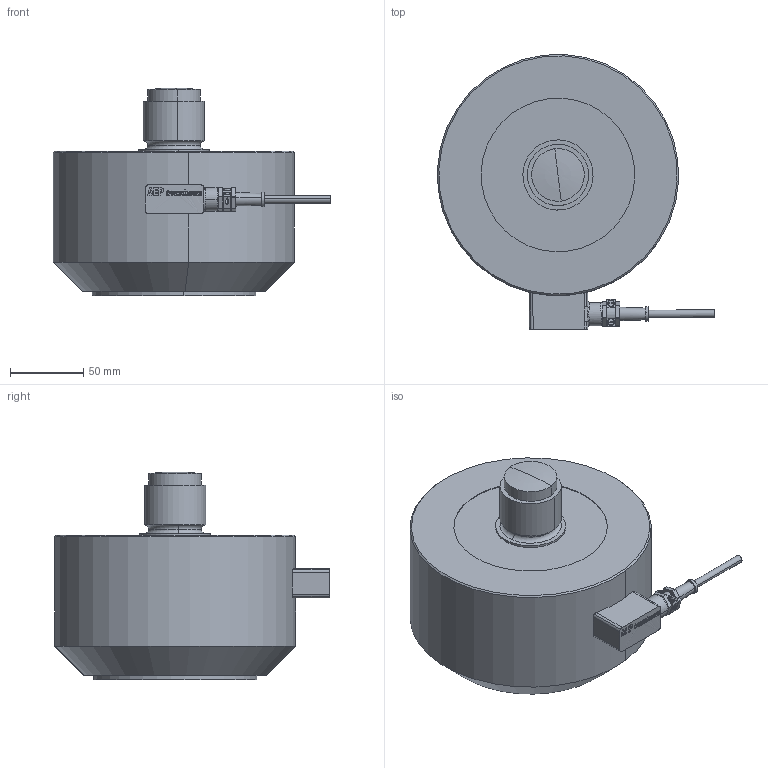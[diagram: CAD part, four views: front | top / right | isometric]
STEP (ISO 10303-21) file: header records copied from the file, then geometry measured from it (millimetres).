
FILE_DESCRIPTION(('STEP AP214'),'1');
FILE_NAME('KAL 300kN.stp','2019-10-17T08:24:36',(' '),(' '),'Spatial InterOp 3D',' ',' ');
FILE_SCHEMA(('automotive_design'));
Length unit declared in the file: metre
Products named in the file (2): Box; 1
Bounding box: 189.43 x 187.98 x 142.01 mm (x, y, z)
Volume: 1982778.9 mm3; surface area: 106422.7 mm2
Topology: 2 solids, 2 shells, 242 faces, 685 edges, 477 vertices
Faces by surface type: plane 110, cylinder 75, extrusion 19, torus 18, cone 14, bspline 4, revolution 2
Entity records: 10720 total; most frequent: CARTESIAN_POINT 2338, ORIENTED_EDGE 1366, DIRECTION 1286, EDGE_CURVE 683, VERTEX_POINT 477, AXIS2_PLACEMENT_3D 450, VECTOR 384, LINE 365
